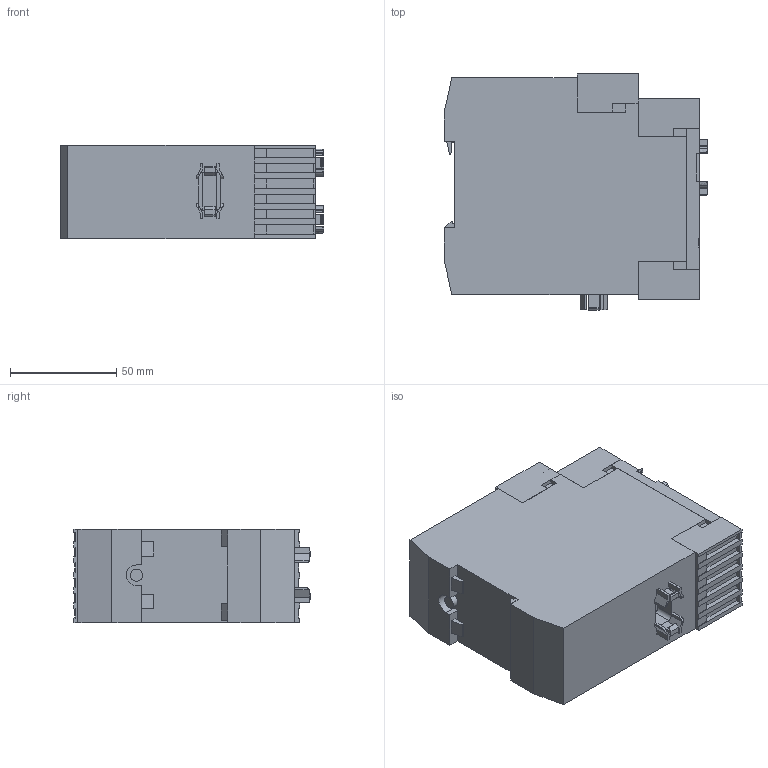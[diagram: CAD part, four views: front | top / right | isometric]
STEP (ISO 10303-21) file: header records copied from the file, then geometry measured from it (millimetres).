
FILE_DESCRIPTION (( 'STEP AP214' ), '1' );
FILE_NAME ('3RK3251-1AA10.STEP', '2011-02-23T10:27:17', ( 'Uwe Förster' ), ( 'Siemens and Partners' ), 'SwSTEP 2.0', 'SolidWorks 2011', '' );
FILE_SCHEMA (( 'AUTOMOTIVE_DESIGN' ));
Length unit declared in the file: millimetre
Products named in the file (1): 3RK3251-1AA10
Bounding box: 124 x 111.15 x 44 mm (x, y, z)
Volume: 504070.7 mm3; surface area: 56091.8 mm2
Topology: 1 solids, 1 shells, 1400 faces, 3780 edges, 2508 vertices
Faces by surface type: plane 1007, bspline 281, cylinder 112
Entity records: 65303 total; most frequent: CARTESIAN_POINT 16783, ORIENTED_EDGE 7558, DIRECTION 5583, EDGE_CURVE 3779, VECTOR 2877, LINE 2877, VERTEX_POINT 2508, EDGE_LOOP 1527
